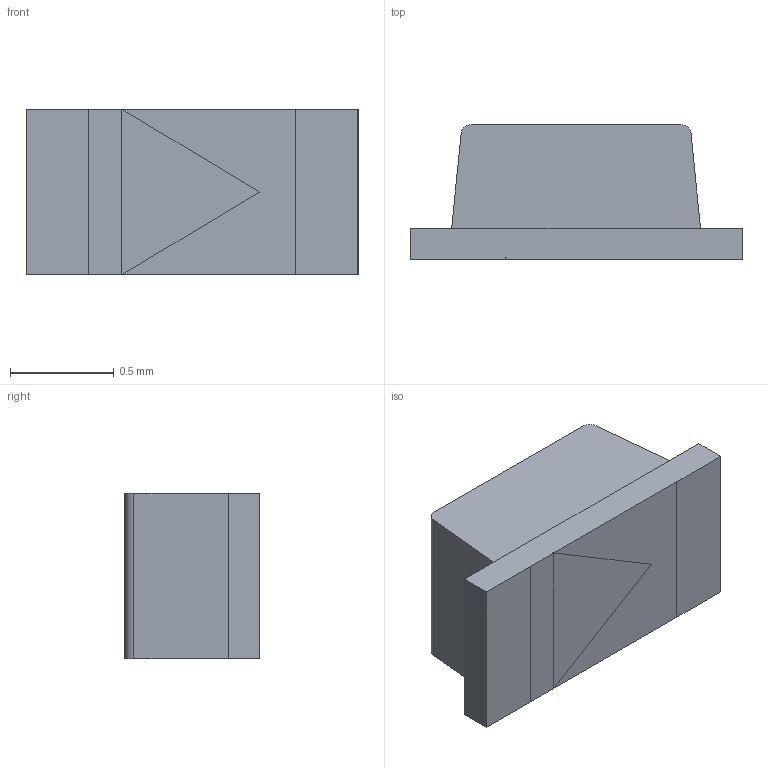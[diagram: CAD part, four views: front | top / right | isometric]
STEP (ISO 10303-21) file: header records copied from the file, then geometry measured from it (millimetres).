
FILE_DESCRIPTION (( 'STEP AP214' ), '1' );
FILE_NAME ('APH1608.STEP', '2008-09-05T15:51:25', ( '' ), ( '' ), 'SwSTEP 2.0', 'SolidWorks 2008', '' );
FILE_SCHEMA (( 'AUTOMOTIVE_DESIGN' ));
Length unit declared in the file: millimetre
Products named in the file (1): APH1608
Bounding box: 1.6 x 0.65 x 0.8 mm (x, y, z)
Volume: 0.7 mm3; surface area: 7.6 mm2
Topology: 3 solids, 3 shells, 31 faces, 75 edges, 50 vertices
Faces by surface type: plane 29, cylinder 2
Entity records: 1264 total; most frequent: CARTESIAN_POINT 157, ORIENTED_EDGE 150, DIRECTION 143, EDGE_CURVE 75, VECTOR 71, LINE 71, VERTEX_POINT 50, AXIS2_PLACEMENT_3D 36
